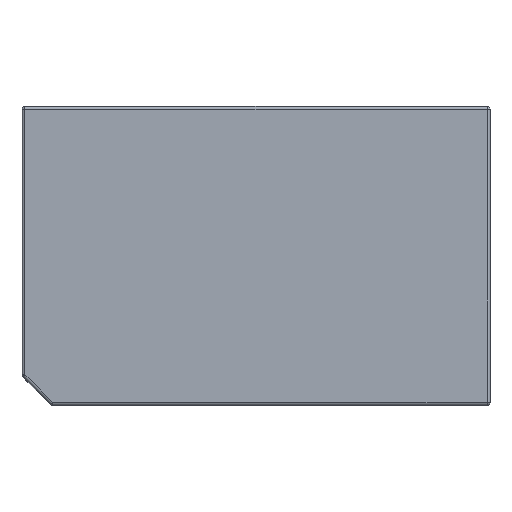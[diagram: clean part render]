
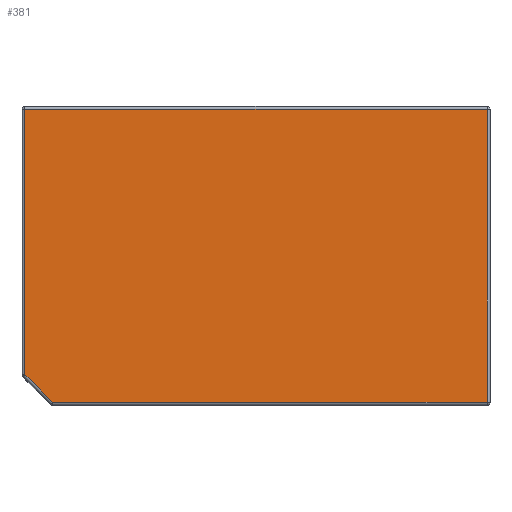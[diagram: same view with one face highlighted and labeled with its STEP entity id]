
A CAD part, top view. The second image highlights one B-rep face of the part: STEP entity #381.
In plain terms, the highlighted planar face has unit normal (0, 0, 1).
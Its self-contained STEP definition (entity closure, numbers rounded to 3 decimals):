
#381=ADVANCED_FACE('',(#930),#932,.T.);
#930=FACE_BOUND('',#931,.T.);
#931=EDGE_LOOP('',(#1382,#1383,#1384,#1385,#1386));
#932=PLANE('',#933);
#933=AXIS2_PLACEMENT_3D('',#934,#935,#936);
#934=CARTESIAN_POINT('',(0.,0.,10.2));
#935=DIRECTION('',(0.,0.,1.));
#936=DIRECTION('',(1.,0.,0.));
#1382=ORIENTED_EDGE('',*,*,#1562,.T.);
#1383=ORIENTED_EDGE('',*,*,#1563,.T.);
#1384=ORIENTED_EDGE('',*,*,#1564,.T.);
#1385=ORIENTED_EDGE('',*,*,#1565,.T.);
#1386=ORIENTED_EDGE('',*,*,#1566,.F.);
#1562=EDGE_CURVE('',#1748,#1749,#1750,.T.);
#1563=EDGE_CURVE('',#1749,#1751,#1752,.T.);
#1564=EDGE_CURVE('',#1751,#1753,#1754,.T.);
#1565=EDGE_CURVE('',#1753,#1755,#1756,.T.);
#1566=EDGE_CURVE('',#1748,#1755,#1757,.F.);
#1748=VERTEX_POINT('',#2136);
#1749=VERTEX_POINT('',#2137);
#1750=LINE('',#2138,#2139);
#1751=VERTEX_POINT('',#2141);
#1752=LINE('',#2142,#2143);
#1753=VERTEX_POINT('',#2145);
#1754=LINE('',#2146,#2147);
#1755=VERTEX_POINT('',#2149);
#1756=LINE('',#2150,#2151);
#1757=LINE('',#2153,#2154);
#2136=CARTESIAN_POINT('',(-13.817,-9.95,10.2));
#2137=CARTESIAN_POINT('',(15.7,-9.95,10.2));
#2138=CARTESIAN_POINT('',(-13.817,-9.95,10.2));
#2139=VECTOR('',#2140,1.);
#2140=DIRECTION('',(1.,0.,0.));
#2141=CARTESIAN_POINT('',(15.7,9.95,10.2));
#2142=CARTESIAN_POINT('',(15.7,-9.95,10.2));
#2143=VECTOR('',#2144,1.);
#2144=DIRECTION('',(0.,1.,0.));
#2145=CARTESIAN_POINT('',(-15.7,9.95,10.2));
#2146=CARTESIAN_POINT('',(15.7,9.95,10.2));
#2147=VECTOR('',#2148,1.);
#2148=DIRECTION('',(-1.,0.,0.));
#2149=CARTESIAN_POINT('',(-15.7,-8.067,10.2));
#2150=CARTESIAN_POINT('',(-15.7,9.95,10.2));
#2151=VECTOR('',#2152,1.);
#2152=DIRECTION('',(0.,-1.,0.));
#2153=CARTESIAN_POINT('',(-15.7,-8.067,10.2));
#2154=VECTOR('',#2155,1.);
#2155=DIRECTION('',(0.707,-0.707,0.));
